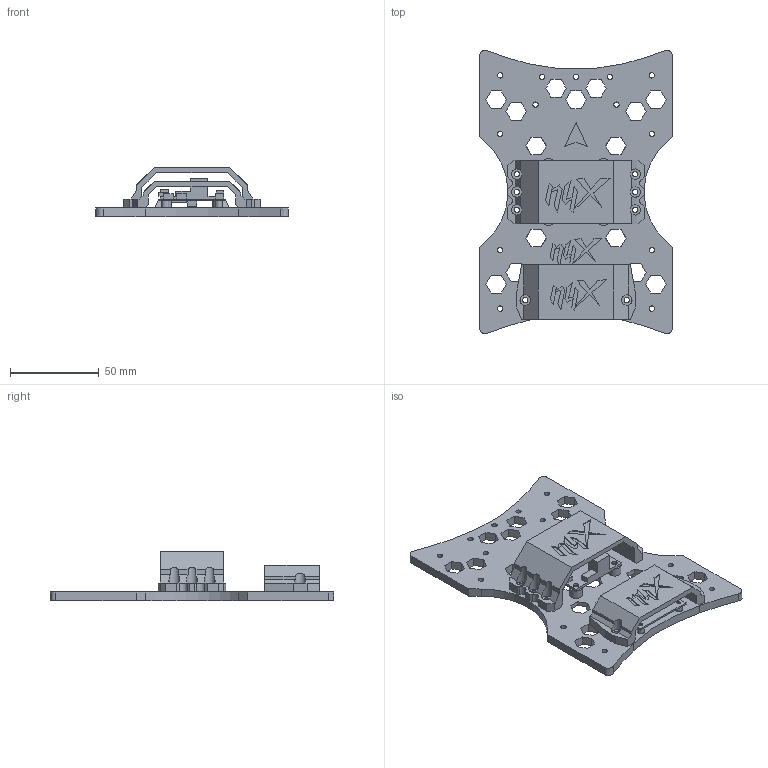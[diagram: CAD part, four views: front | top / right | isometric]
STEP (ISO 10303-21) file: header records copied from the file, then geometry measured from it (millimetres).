
FILE_DESCRIPTION(/* description */ (''),/* implementation_level */ '2;1');
FILE_NAME(/* name */ 'Body Middle Assembly v2.step',/* time_stamp */ '2022-01-19T17:32:55+02:00',/* author */ (''),/* organization */ (''),/* preprocessor_version */ 'ST-DEVELOPER v18.1',/* originating_system */ 'Autodesk Translation Framework v10.10.0.1391',/* authorisation */ '');
FILE_SCHEMA (('AUTOMOTIVE_DESIGN { 1 0 10303 214 3 1 1 }'));
Length unit declared in the file: millimetre
Products named in the file (7): Body Middle Assembly; Body Middle; Spacer Flex M3; FC Omnibus F4 SD; Spacer M2; COM FlySky - X6B; Handle Horizontal
Assembly tree (10 placements, depth 2):
  Body Middle Assembly
    Body Middle
    Spacer Flex M3  x4
    FC Omnibus F4 SD
    Spacer M2  x2
    COM FlySky - X6B
    Handle Horizontal
Bounding box: 108.58 x 159.81 x 28 mm (x, y, z)
Volume: 82960.5 mm3; surface area: 54187.9 mm2
Topology: 11 solids, 11 shells, 535 faces, 1522 edges, 1008 vertices
Faces by surface type: plane 448, cylinder 71, bspline 12, cone 4
Full cylindrical faces by diameter (mm): 2 x6, 3 x35, 3.2 x8, 4 x2, 6 x8, 7.2 x4
Entity records: 17693 total; most frequent: CARTESIAN_POINT 3422, ORIENTED_EDGE 2996, DIRECTION 2676, EDGE_CURVE 1498, LINE 1304, VECTOR 1304, VERTEX_POINT 992, AXIS2_PLACEMENT_3D 686
